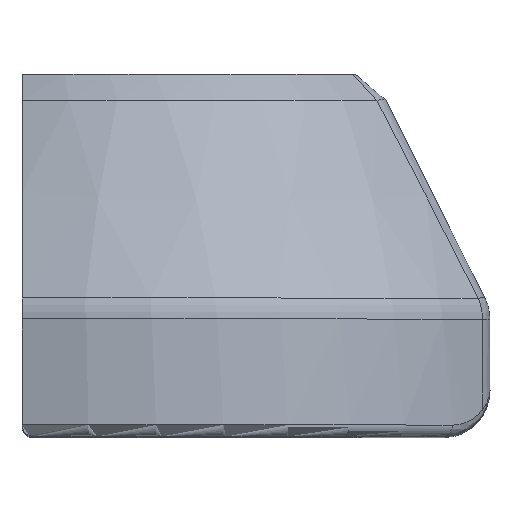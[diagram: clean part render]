
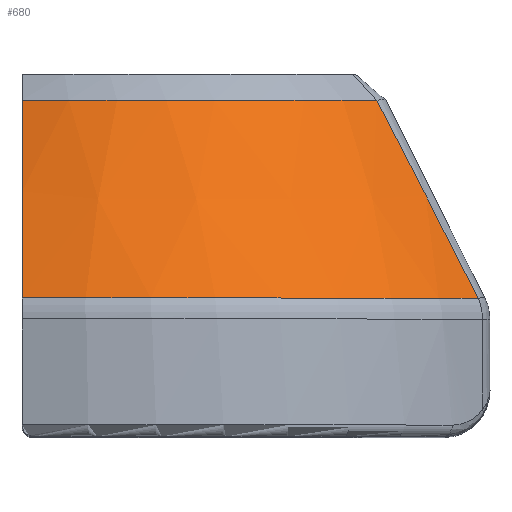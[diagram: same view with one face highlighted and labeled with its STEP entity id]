
A CAD part, top view. The second image highlights one B-rep face of the part: STEP entity #680.
In plain terms, the highlighted conical face has half-angle 26.565 degrees and reference radius 6.07 mm.
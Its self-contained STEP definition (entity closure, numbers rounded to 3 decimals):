
#17=(
BOUNDED_CURVE()
B_SPLINE_CURVE(2,(#1661,#1662,#1663),.UNSPECIFIED.,.F.,.F.)
B_SPLINE_CURVE_WITH_KNOTS((3,3),(-0.62,-0.218),
 .UNSPECIFIED.)
CURVE()
GEOMETRIC_REPRESENTATION_ITEM()
RATIONAL_B_SPLINE_CURVE((1.025,1.034,1.021))
REPRESENTATION_ITEM('')
);
#19=CONICAL_SURFACE('',#760,6.07,0.464);
#49=B_SPLINE_CURVE_WITH_KNOTS('',3,(#1625,#1626,#1627,#1628,#1629,#1630,
#1631,#1632,#1633,#1634,#1635,#1636,#1637,#1638,#1639,#1640,#1641,#1642,
#1643,#1644,#1645,#1646,#1647,#1648,#1649,#1650,#1651,#1652,#1653,#1654,
#1655),.UNSPECIFIED.,.F.,.F.,(4,3,3,3,3,3,3,3,3,3,4),(0.,
0.167,0.17,0.333,0.393,0.5,
0.616,0.667,0.833,0.838,1.),
 .UNSPECIFIED.);
#92=FACE_OUTER_BOUND('',#139,.T.);
#139=EDGE_LOOP('',(#518,#519,#520,#521));
#270=CIRCLE('',#761,6.916);
#271=CIRCLE('',#762,5.224);
#321=VERTEX_POINT('',#1547);
#323=VERTEX_POINT('',#1614);
#324=VERTEX_POINT('',#1657);
#325=VERTEX_POINT('',#1659);
#397=EDGE_CURVE('',#321,#323,#49,.T.);
#398=EDGE_CURVE('',#321,#324,#270,.T.);
#399=EDGE_CURVE('',#325,#323,#271,.T.);
#400=EDGE_CURVE('',#324,#325,#17,.T.);
#518=ORIENTED_EDGE('',*,*,#398,.F.);
#519=ORIENTED_EDGE('',*,*,#397,.T.);
#520=ORIENTED_EDGE('',*,*,#399,.F.);
#521=ORIENTED_EDGE('',*,*,#400,.F.);
#680=ADVANCED_FACE('',(#92),#19,.T.);
#760=AXIS2_PLACEMENT_3D('',#1656,#896,#897);
#761=AXIS2_PLACEMENT_3D('',#1658,#898,#899);
#762=AXIS2_PLACEMENT_3D('',#1660,#900,#901);
#896=DIRECTION('center_axis',(0.,-1.,0.));
#897=DIRECTION('ref_axis',(0.296,0.,0.955));
#898=DIRECTION('center_axis',(0.,-1.,0.));
#899=DIRECTION('ref_axis',(0.839,0.,0.545));
#900=DIRECTION('center_axis',(0.,1.,0.));
#901=DIRECTION('ref_axis',(-0.383,0.,0.924));
#1547=CARTESIAN_POINT('',(115.8,39.169,18.231));
#1614=CARTESIAN_POINT('',(114.065,42.553,17.746));
#1625=CARTESIAN_POINT('Ctrl Pts',(115.8,39.169,18.231));
#1626=CARTESIAN_POINT('Ctrl Pts',(115.691,39.383,18.203));
#1627=CARTESIAN_POINT('Ctrl Pts',(115.585,39.591,18.175));
#1628=CARTESIAN_POINT('Ctrl Pts',(115.482,39.793,18.147));
#1629=CARTESIAN_POINT('Ctrl Pts',(115.48,39.798,18.146));
#1630=CARTESIAN_POINT('Ctrl Pts',(115.477,39.802,18.146));
#1631=CARTESIAN_POINT('Ctrl Pts',(115.475,39.806,18.145));
#1632=CARTESIAN_POINT('Ctrl Pts',(115.374,40.004,18.118));
#1633=CARTESIAN_POINT('Ctrl Pts',(115.276,40.195,18.091));
#1634=CARTESIAN_POINT('Ctrl Pts',(115.181,40.381,18.065));
#1635=CARTESIAN_POINT('Ctrl Pts',(115.146,40.45,18.056));
#1636=CARTESIAN_POINT('Ctrl Pts',(115.112,40.517,18.046));
#1637=CARTESIAN_POINT('Ctrl Pts',(115.078,40.584,18.037));
#1638=CARTESIAN_POINT('Ctrl Pts',(115.017,40.703,18.02));
#1639=CARTESIAN_POINT('Ctrl Pts',(114.957,40.82,18.003));
#1640=CARTESIAN_POINT('Ctrl Pts',(114.898,40.935,17.987));
#1641=CARTESIAN_POINT('Ctrl Pts',(114.834,41.06,17.969));
#1642=CARTESIAN_POINT('Ctrl Pts',(114.77,41.184,17.951));
#1643=CARTESIAN_POINT('Ctrl Pts',(114.707,41.308,17.933));
#1644=CARTESIAN_POINT('Ctrl Pts',(114.679,41.362,17.925));
#1645=CARTESIAN_POINT('Ctrl Pts',(114.651,41.416,17.917));
#1646=CARTESIAN_POINT('Ctrl Pts',(114.623,41.47,17.909));
#1647=CARTESIAN_POINT('Ctrl Pts',(114.532,41.648,17.883));
#1648=CARTESIAN_POINT('Ctrl Pts',(114.44,41.827,17.857));
#1649=CARTESIAN_POINT('Ctrl Pts',(114.347,42.007,17.829));
#1650=CARTESIAN_POINT('Ctrl Pts',(114.344,42.012,17.829));
#1651=CARTESIAN_POINT('Ctrl Pts',(114.342,42.017,17.828));
#1652=CARTESIAN_POINT('Ctrl Pts',(114.339,42.022,17.827));
#1653=CARTESIAN_POINT('Ctrl Pts',(114.249,42.197,17.801));
#1654=CARTESIAN_POINT('Ctrl Pts',(114.157,42.374,17.774));
#1655=CARTESIAN_POINT('Ctrl Pts',(114.065,42.553,17.746));
#1656=CARTESIAN_POINT('Origin',(110.,40.861,14.465));
#1657=CARTESIAN_POINT('',(108.,39.169,21.085));
#1658=CARTESIAN_POINT('Origin',(110.,39.169,14.465));
#1659=CARTESIAN_POINT('',(108.,42.553,19.291));
#1660=CARTESIAN_POINT('Origin',(110.,42.553,14.465));
#1661=CARTESIAN_POINT('Ctrl Pts',(108.,39.169,21.085));
#1662=CARTESIAN_POINT('Ctrl Pts',(108.,41.126,20.063));
#1663=CARTESIAN_POINT('Ctrl Pts',(108.,42.553,19.291));
